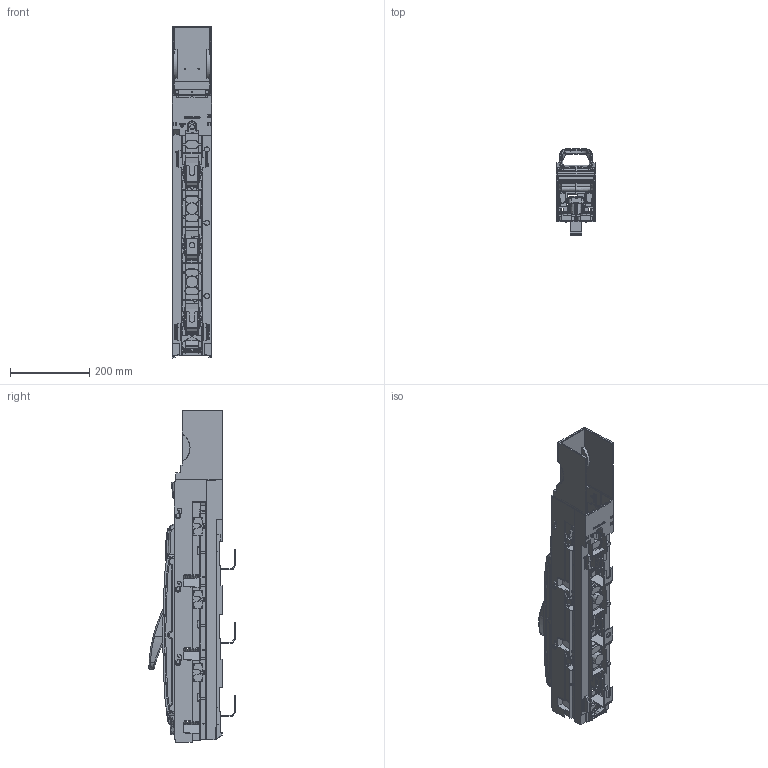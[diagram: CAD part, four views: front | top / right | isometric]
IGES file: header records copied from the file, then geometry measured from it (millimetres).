
Global section: file name: model1.igs; native system: NX V8.0; preprocessor: SIEMENS PLM Software NX 8.0; date: 20140313.090147; units: millimetre
Bounding box: 99.05 x 217.86 x 838.86 mm (x, y, z)
Surface area: 766623.4 mm2 (no closed solid volume)
Topology: 0 solids, 0 shells, 2870 faces, 24053 edges, 24014 vertices
Faces by surface type: bspline 2870
